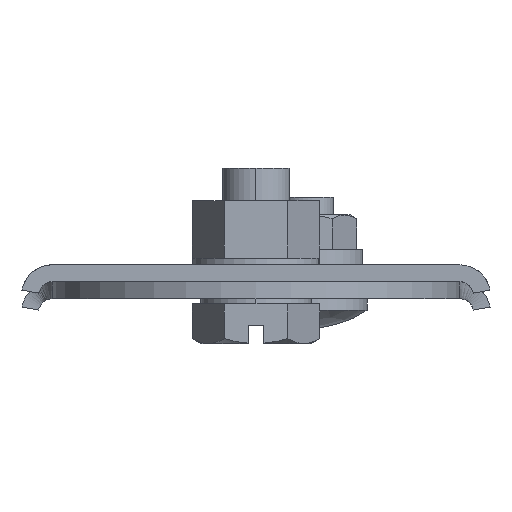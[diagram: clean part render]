
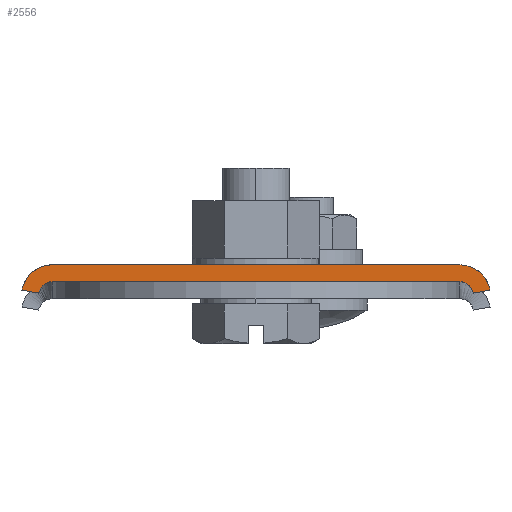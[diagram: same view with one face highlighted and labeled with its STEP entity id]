
A CAD part, left-side view. The second image highlights one B-rep face of the part: STEP entity #2556.
In plain terms, the highlighted planar face has unit normal (-1, 0, 0).
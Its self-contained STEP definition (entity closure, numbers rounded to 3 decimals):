
#110 = CARTESIAN_POINT ( 'NONE',  ( -75.5, 27.65, -3. ) ) ;
#207 = FACE_OUTER_BOUND ( 'NONE', #254, .T. ) ;
#213 = VERTEX_POINT ( 'NONE', #1174 ) ;
#254 = EDGE_LOOP ( 'NONE', ( #1980, #2971, #4394, #2186, #2040, #2367, #5296, #569 ) ) ;
#297 = CARTESIAN_POINT ( 'NONE',  ( -75.5, -24.1, 0. ) ) ;
#481 = LINE ( 'NONE', #4261, #4625 ) ;
#545 = CARTESIAN_POINT ( 'NONE',  ( -75.5, -24.1, -3.6 ) ) ;
#569 = ORIENTED_EDGE ( 'NONE', *, *, #5229, .F. ) ;
#648 = CARTESIAN_POINT ( 'NONE',  ( -75.5, -25.678, -3.334 ) ) ;
#808 = CIRCLE ( 'NONE', #3829, 1.6 ) ;
#837 = VERTEX_POINT ( 'NONE', #4191 ) ;
#933 = DIRECTION ( 'NONE',  ( 0., -0.986, 0.167 ) ) ;
#977 = DIRECTION ( 'NONE',  ( 0., 0., -1. ) ) ;
#1035 = LINE ( 'NONE', #4012, #5471 ) ;
#1168 = EDGE_CURVE ( 'NONE', #2252, #2164, #4255, .T. ) ;
#1174 = CARTESIAN_POINT ( 'NONE',  ( -75.5, -27.65, -3. ) ) ;
#1193 = DIRECTION ( 'NONE',  ( -1., 0., 0. ) ) ;
#1337 = EDGE_CURVE ( 'NONE', #2164, #837, #1035, .T. ) ;
#1353 = CARTESIAN_POINT ( 'NONE',  ( -75.5, -24.1, -3.6 ) ) ;
#1496 = AXIS2_PLACEMENT_3D ( 'NONE', #1671, #4673, #2104 ) ;
#1603 = CIRCLE ( 'NONE', #3582, 3.6 ) ;
#1655 = DIRECTION ( 'NONE',  ( 0., -1., 0. ) ) ;
#1671 = CARTESIAN_POINT ( 'NONE',  ( -75.5, 24.1, -3.6 ) ) ;
#1722 = VERTEX_POINT ( 'NONE', #648 ) ;
#1776 = DIRECTION ( 'NONE',  ( 0., 0., -1. ) ) ;
#1919 = CARTESIAN_POINT ( 'NONE',  ( -75.5, -24.1, -3.6 ) ) ;
#1980 = ORIENTED_EDGE ( 'NONE', *, *, #3908, .F. ) ;
#2006 = LINE ( 'NONE', #297, #2999 ) ;
#2040 = ORIENTED_EDGE ( 'NONE', *, *, #3463, .T. ) ;
#2063 = LINE ( 'NONE', #3501, #4221 ) ;
#2104 = DIRECTION ( 'NONE',  ( 0., 0., -1. ) ) ;
#2164 = VERTEX_POINT ( 'NONE', #110 ) ;
#2186 = ORIENTED_EDGE ( 'NONE', *, *, #3154, .F. ) ;
#2252 = VERTEX_POINT ( 'NONE', #4036 ) ;
#2339 = DIRECTION ( 'NONE',  ( 1., 0., 0. ) ) ;
#2367 = ORIENTED_EDGE ( 'NONE', *, *, #3637, .T. ) ;
#2556 = ADVANCED_FACE ( 'NONE', ( #207 ), #4488, .F. ) ;
#2768 = AXIS2_PLACEMENT_3D ( 'NONE', #3748, #1193, #4190 ) ;
#2832 = CARTESIAN_POINT ( 'NONE',  ( -75.5, -24.1, 0. ) ) ;
#2839 = DIRECTION ( 'NONE',  ( 0., -1., 0. ) ) ;
#2855 = VERTEX_POINT ( 'NONE', #3109 ) ;
#2971 = ORIENTED_EDGE ( 'NONE', *, *, #1168, .T. ) ;
#2999 = VECTOR ( 'NONE', #2839, 1000. ) ;
#3081 = VERTEX_POINT ( 'NONE', #2832 ) ;
#3109 = CARTESIAN_POINT ( 'NONE',  ( -75.5, -24.1, -2. ) ) ;
#3154 = EDGE_CURVE ( 'NONE', #4595, #837, #4835, .T. ) ;
#3292 = AXIS2_PLACEMENT_3D ( 'NONE', #1919, #2339, #5359 ) ;
#3463 = EDGE_CURVE ( 'NONE', #4595, #2855, #481, .T. ) ;
#3501 = CARTESIAN_POINT ( 'NONE',  ( -75.5, -25.678, -3.334 ) ) ;
#3535 = DIRECTION ( 'NONE',  ( 1., 0., 0. ) ) ;
#3582 = AXIS2_PLACEMENT_3D ( 'NONE', #1353, #4349, #1776 ) ;
#3607 = DIRECTION ( 'NONE',  ( 0., -0.986, -0.167 ) ) ;
#3637 = EDGE_CURVE ( 'NONE', #2855, #1722, #808, .T. ) ;
#3748 = CARTESIAN_POINT ( 'NONE',  ( -75.5, 24.1, -3.6 ) ) ;
#3829 = AXIS2_PLACEMENT_3D ( 'NONE', #545, #3535, #977 ) ;
#3908 = EDGE_CURVE ( 'NONE', #2252, #3081, #2006, .T. ) ;
#4012 = CARTESIAN_POINT ( 'NONE',  ( -75.5, 27.65, -3. ) ) ;
#4036 = CARTESIAN_POINT ( 'NONE',  ( -75.5, 24.1, 0. ) ) ;
#4186 = EDGE_CURVE ( 'NONE', #1722, #213, #2063, .T. ) ;
#4190 = DIRECTION ( 'NONE',  ( 0., 0., -1. ) ) ;
#4191 = CARTESIAN_POINT ( 'NONE',  ( -75.5, 25.678, -3.334 ) ) ;
#4221 = VECTOR ( 'NONE', #933, 1000. ) ;
#4255 = CIRCLE ( 'NONE', #1496, 3.6 ) ;
#4261 = CARTESIAN_POINT ( 'NONE',  ( -75.5, -24.1, -2. ) ) ;
#4349 = DIRECTION ( 'NONE',  ( 1., 0., 0. ) ) ;
#4394 = ORIENTED_EDGE ( 'NONE', *, *, #1337, .T. ) ;
#4488 = PLANE ( 'NONE',  #3292 ) ;
#4595 = VERTEX_POINT ( 'NONE', #4654 ) ;
#4625 = VECTOR ( 'NONE', #1655, 1000. ) ;
#4654 = CARTESIAN_POINT ( 'NONE',  ( -75.5, 24.1, -2. ) ) ;
#4673 = DIRECTION ( 'NONE',  ( -1., 0., 0. ) ) ;
#4835 = CIRCLE ( 'NONE', #2768, 1.6 ) ;
#5229 = EDGE_CURVE ( 'NONE', #3081, #213, #1603, .T. ) ;
#5296 = ORIENTED_EDGE ( 'NONE', *, *, #4186, .T. ) ;
#5359 = DIRECTION ( 'NONE',  ( 0., 0., 1. ) ) ;
#5471 = VECTOR ( 'NONE', #3607, 1000. ) ;
